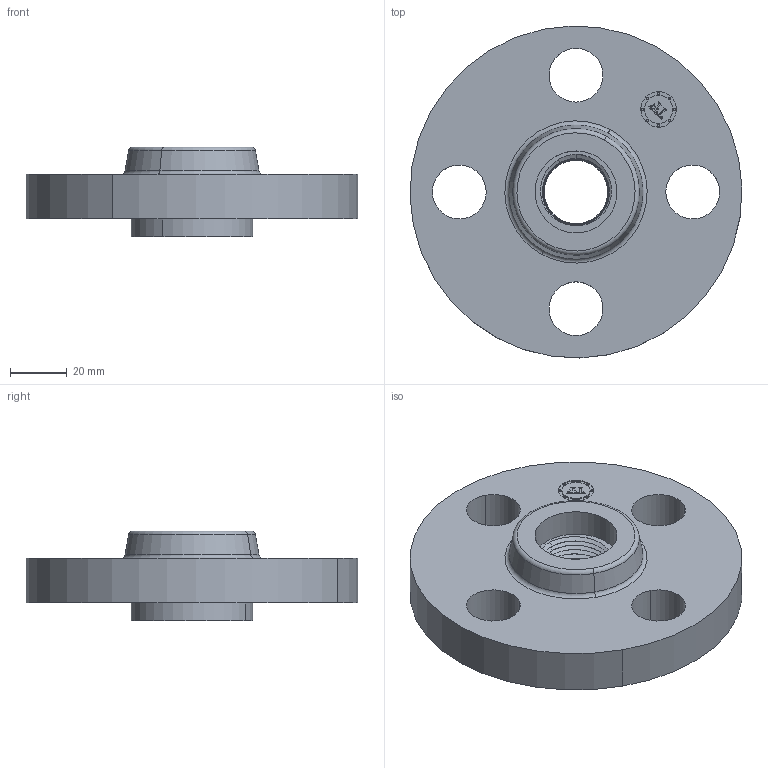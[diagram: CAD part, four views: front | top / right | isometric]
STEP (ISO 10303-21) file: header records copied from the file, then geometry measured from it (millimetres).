
FILE_DESCRIPTION(('3D STEP'),'2;1');
FILE_NAME('0.75-400-THREADED-RF-FLANGE.stp','2013-01-27T02:53:34+00:00',('Texas Flange'),(''),'CATIA Version 5 Release 20 SP 6 (IN-10)','CATIA V5 STEP AP214','800-826-3801');
FILE_SCHEMA(('AUTOMOTIVE_DESIGN { 1 0 10303 214 1 1 1 1 }'));
Length unit declared in the file: inch
Products named in the file (1): 0.75-400-THREADED-RF-FLANGE
Bounding box: 117.32 x 117.32 x 31.75 mm (x, y, z)
Volume: 160896.8 mm3; surface area: 33997 mm2
Topology: 1 solids, 1 shells, 538 faces, 1454 edges, 938 vertices
Faces by surface type: plane 370, bspline 103, cylinder 34, cone 27, torus 4
Entity records: 21286 total; most frequent: CARTESIAN_POINT 6249, ORIENTED_EDGE 2908, DIRECTION 1921, EDGE_CURVE 1454, VECTOR 1105, LINE 1105, VERTEX_POINT 938, EDGE_LOOP 568
